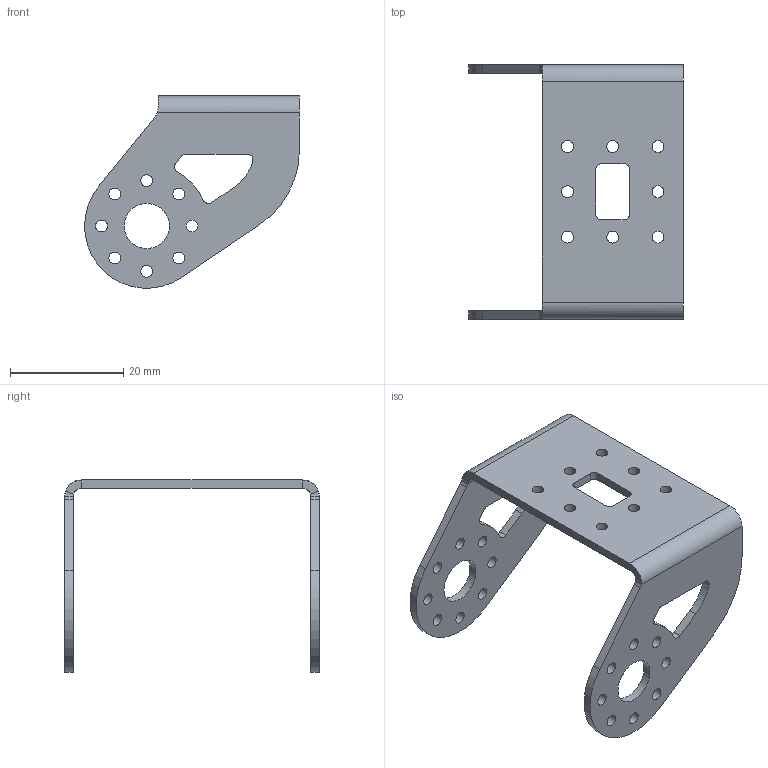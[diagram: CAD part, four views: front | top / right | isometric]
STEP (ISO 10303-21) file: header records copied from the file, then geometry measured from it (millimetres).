
FILE_DESCRIPTION(('STEP AP203'), '1');
FILE_NAME('f1', '', ('UNSPECIFIED'), ('UNSPECIFIED'), 'ASCON STEP Converter 1.3', 'ASCON Math Kernel', '');
FILE_SCHEMA(('CONFIG_CONTROL_DESIGN'));
Length unit declared in the file: millimetre
Bounding box: 38 x 45 x 33.97 mm (x, y, z)
Volume: 3662.5 mm3; surface area: 5748.9 mm2
Topology: 1 solids, 1 shells, 82 faces, 224 edges, 144 vertices
Faces by surface type: cylinder 52, plane 28, bspline 2
Full cylindrical faces by diameter (mm): 2.1 x24, 8 x2
Entity records: 3338 total; most frequent: CARTESIAN_POINT 467, DIRECTION 460, ORIENTED_EDGE 396, EDGE_CURVE 198, AXIS2_PLACEMENT_3D 185, EDGE_LOOP 166, VERTEX_POINT 144, FACE_BOUND 114
